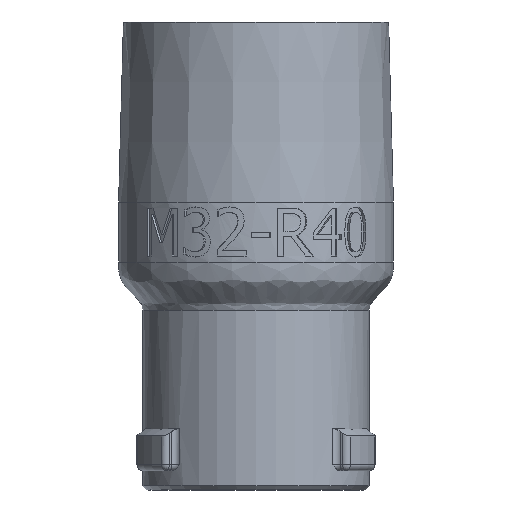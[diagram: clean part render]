
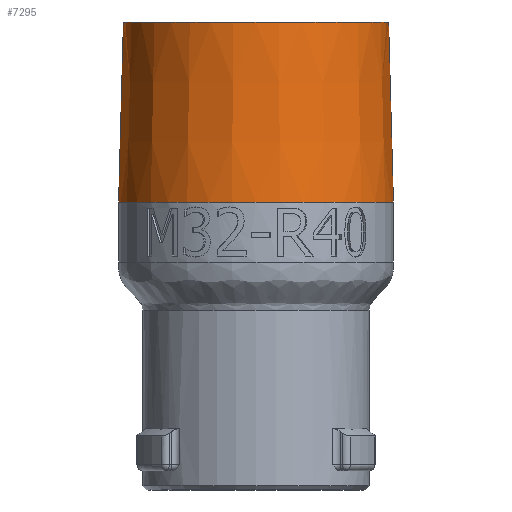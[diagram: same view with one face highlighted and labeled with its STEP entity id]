
A CAD part, front view. The second image highlights one B-rep face of the part: STEP entity #7295.
In plain terms, the highlighted conical face has half-angle 1.528 degrees and reference radius 22.5 mm.
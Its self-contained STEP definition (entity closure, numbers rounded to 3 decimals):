
#7259=AXIS2_PLACEMENT_3D('Cone Axis2P3D',#7256,#7257,#7258) ;
#7272=AXIS2_PLACEMENT_3D('Circle Axis2P3D',#7270,#7271,$) ;
#7286=AXIS2_PLACEMENT_3D('Circle Axis2P3D',#7284,#7285,$) ;
#7256=CARTESIAN_POINT('Axis2P3D Location',(0.,0.,63.)) ;
#7261=CARTESIAN_POINT('Line Origine',(-133297.201,0.,-4997738.295)) ;
#7265=CARTESIAN_POINT('Vertex',(-22.1,0.,78.)) ;
#7267=CARTESIAN_POINT('Vertex',(-22.9,0.,48.)) ;
#7270=CARTESIAN_POINT('Axis2P3D Location',(0.,0.,48.)) ;
#7274=CARTESIAN_POINT('Vertex',(22.9,0.,48.)) ;
#7277=CARTESIAN_POINT('Line Origine',(133297.201,0.,-4997738.295)) ;
#7281=CARTESIAN_POINT('Vertex',(22.1,0.,78.)) ;
#7284=CARTESIAN_POINT('Axis2P3D Location',(0.,0.,78.)) ;
#7257=DIRECTION('Axis2P3D Direction',(-0.,-0.,-1.)) ;
#7258=DIRECTION('Axis2P3D XDirection',(1.,0.,0.)) ;
#7262=DIRECTION('Vector Direction',(-0.027,0.,-1.)) ;
#7271=DIRECTION('Axis2P3D Direction',(-0.,-0.,-1.)) ;
#7278=DIRECTION('Vector Direction',(0.027,0.,-1.)) ;
#7285=DIRECTION('Axis2P3D Direction',(-0.,-0.,-1.)) ;
#7263=VECTOR('Line Direction',#7262,1.) ;
#7279=VECTOR('Line Direction',#7278,1.) ;
#7290=ORIENTED_EDGE('',*,*,#7269,.T.) ;
#7291=ORIENTED_EDGE('',*,*,#7276,.F.) ;
#7292=ORIENTED_EDGE('',*,*,#7283,.T.) ;
#7293=ORIENTED_EDGE('',*,*,#7288,.T.) ;
#7295=ADVANCED_FACE('PartBody',(#7294),#7260,.T.) ;
#7273=CIRCLE('generated circle',#7272,22.9) ;
#7287=CIRCLE('generated circle',#7286,22.1) ;
#7260=CONICAL_SURFACE('Cone',#7259,22.5,0.027) ;
#7269=EDGE_CURVE('',#7266,#7268,#7264,.T.) ;
#7276=EDGE_CURVE('',#7275,#7268,#7273,.T.) ;
#7283=EDGE_CURVE('',#7275,#7282,#7280,.F.) ;
#7288=EDGE_CURVE('',#7282,#7266,#7287,.T.) ;
#7289=EDGE_LOOP('',(#7290,#7291,#7292,#7293)) ;
#7294=FACE_OUTER_BOUND('',#7289,.T.) ;
#7264=LINE('Line',#7261,#7263) ;
#7280=LINE('Line',#7277,#7279) ;
#7266=VERTEX_POINT('',#7265) ;
#7268=VERTEX_POINT('',#7267) ;
#7275=VERTEX_POINT('',#7274) ;
#7282=VERTEX_POINT('',#7281) ;
